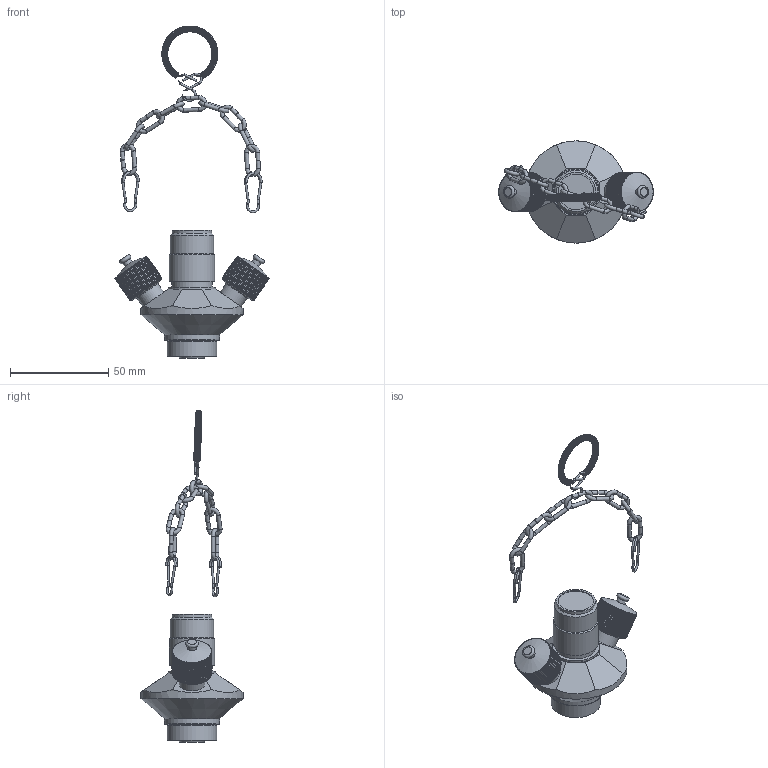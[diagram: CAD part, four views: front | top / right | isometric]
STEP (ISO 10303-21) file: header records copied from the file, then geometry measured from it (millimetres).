
FILE_DESCRIPTION((''),'2;1');
FILE_NAME('850016.stp','2008-08-05T11:13:03',('mbm'),(''),'Autodesk Inventor 2008','Autodesk Inventor 2008','');
FILE_SCHEMA(('AUTOMOTIVE_DESIGN { 1 0 10303 214 1 1 1 1 }'));
Length unit declared in the file: millimetre
Products named in the file (1): Part34
Bounding box: 78.58 x 52 x 168.95 mm (x, y, z)
Volume: 63982.2 mm3; surface area: 18112.8 mm2
Topology: 20 solids, 20 shells, 1082 faces, 2901 edges, 1873 vertices
Faces by surface type: plane 435, torus 339, cylinder 256, bspline 34, cone 18
Full cylindrical faces by diameter (mm): 2 x27, 2.003 x8, 4.5 x2, 8 x3, 10.1 x2, 13 x2, 14 x2, 14.5 x2, 18.1 x1, 20 x1, 20.5 x1, 22 x1, 22.5 x1, 23 x1, 24 x1, 25 x1, 28 x1, 52 x1
Entity records: 50111 total; most frequent: CARTESIAN_POINT 27230, ORIENTED_EDGE 4560, DIRECTION 3797, EDGE_CURVE 2280, VERTEX_POINT 1662, AXIS2_PLACEMENT_3D 1609, EDGE_LOOP 1538, STYLED_ITEM 1097
